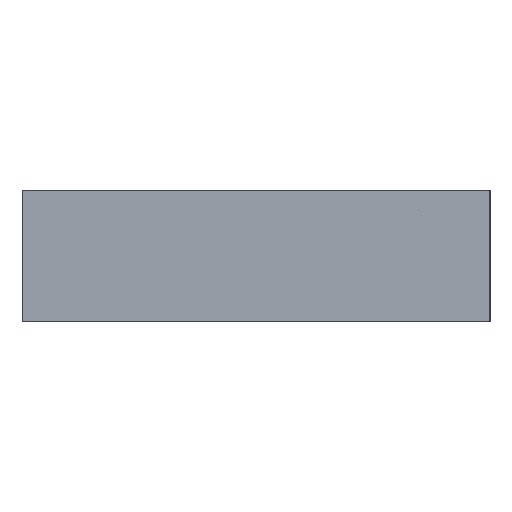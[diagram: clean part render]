
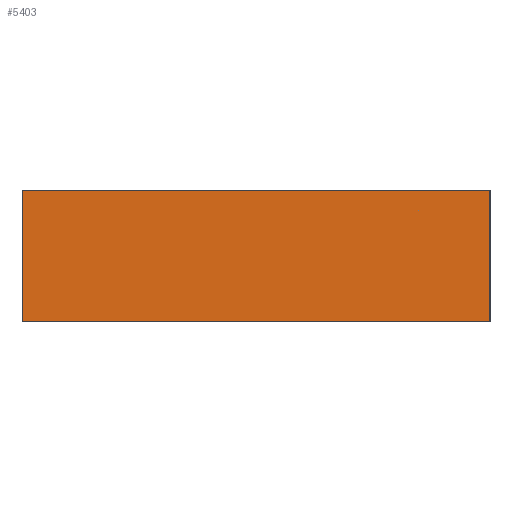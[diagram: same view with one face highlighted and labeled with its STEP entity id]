
A CAD part, left-side view. The second image highlights one B-rep face of the part: STEP entity #5403.
In plain terms, the highlighted planar face has unit normal (-1, 0, 0).
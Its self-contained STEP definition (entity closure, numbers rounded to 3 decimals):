
#16 = DIRECTION ( 'NONE',  ( 0., 0., -1. ) ) ;
#59 = VECTOR ( 'NONE', #1908, 1000. ) ;
#367 = LINE ( 'NONE', #6564, #59 ) ;
#370 = DIRECTION ( 'NONE',  ( 0., -1., 0. ) ) ;
#707 = CARTESIAN_POINT ( 'NONE',  ( 3.681, 0., 5.6 ) ) ;
#1042 = ORIENTED_EDGE ( 'NONE', *, *, #6327, .T. ) ;
#1236 = VERTEX_POINT ( 'NONE', #3789 ) ;
#1564 = PLANE ( 'NONE',  #7250 ) ;
#1644 = LINE ( 'NONE', #6175, #2986 ) ;
#1817 = EDGE_CURVE ( 'NONE', #1236, #7151, #3118, .T. ) ;
#1908 = DIRECTION ( 'NONE',  ( 0., 0., -1. ) ) ;
#1971 = CARTESIAN_POINT ( 'NONE',  ( 3.681, -6.416, 5.6 ) ) ;
#2122 = VERTEX_POINT ( 'NONE', #3146 ) ;
#2319 = ORIENTED_EDGE ( 'NONE', *, *, #4406, .T. ) ;
#2564 = ORIENTED_EDGE ( 'NONE', *, *, #3893, .F. ) ;
#2611 = LINE ( 'NONE', #4161, #3233 ) ;
#2767 = DIRECTION ( 'NONE',  ( 1., 0., 0. ) ) ;
#2986 = VECTOR ( 'NONE', #16, 1000. ) ;
#3110 = EDGE_LOOP ( 'NONE', ( #2319, #2564, #5319, #1042 ) ) ;
#3118 = LINE ( 'NONE', #707, #7265 ) ;
#3146 = CARTESIAN_POINT ( 'NONE',  ( 3.681, 13.584, 0. ) ) ;
#3233 = VECTOR ( 'NONE', #6530, 1000. ) ;
#3477 = CARTESIAN_POINT ( 'NONE',  ( 3.681, -6.416, 0. ) ) ;
#3789 = CARTESIAN_POINT ( 'NONE',  ( 3.681, 13.584, 5.6 ) ) ;
#3893 = EDGE_CURVE ( 'NONE', #7151, #3981, #1644, .T. ) ;
#3981 = VERTEX_POINT ( 'NONE', #3477 ) ;
#4161 = CARTESIAN_POINT ( 'NONE',  ( 3.681, 0., 0. ) ) ;
#4406 = EDGE_CURVE ( 'NONE', #2122, #3981, #2611, .T. ) ;
#5319 = ORIENTED_EDGE ( 'NONE', *, *, #1817, .F. ) ;
#5403 = ADVANCED_FACE ( 'NONE', ( #7178 ), #1564, .F. ) ;
#5580 = CARTESIAN_POINT ( 'NONE',  ( 3.681, 0., 5.6 ) ) ;
#6098 = DIRECTION ( 'NONE',  ( 0., 0., -1. ) ) ;
#6175 = CARTESIAN_POINT ( 'NONE',  ( 3.681, -6.416, 5.6 ) ) ;
#6327 = EDGE_CURVE ( 'NONE', #1236, #2122, #367, .T. ) ;
#6530 = DIRECTION ( 'NONE',  ( 0., -1., 0. ) ) ;
#6564 = CARTESIAN_POINT ( 'NONE',  ( 3.681, 13.584, 5.6 ) ) ;
#7151 = VERTEX_POINT ( 'NONE', #1971 ) ;
#7178 = FACE_OUTER_BOUND ( 'NONE', #3110, .T. ) ;
#7250 = AXIS2_PLACEMENT_3D ( 'NONE', #5580, #2767, #6098 ) ;
#7265 = VECTOR ( 'NONE', #370, 1000. ) ;
